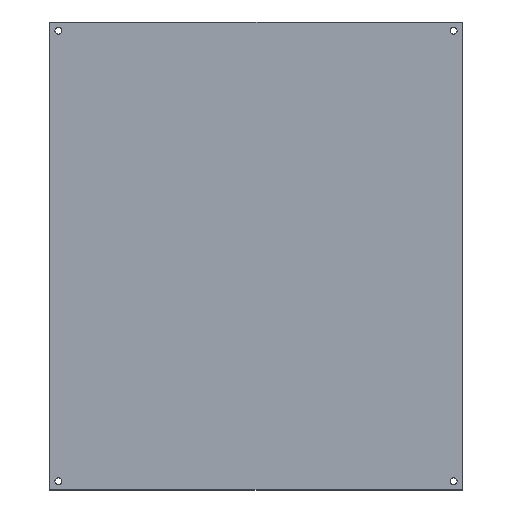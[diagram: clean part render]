
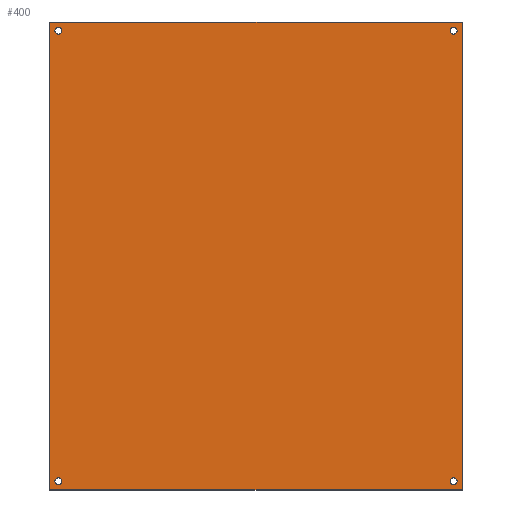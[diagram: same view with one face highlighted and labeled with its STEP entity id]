
A CAD part, top view. The second image highlights one B-rep face of the part: STEP entity #400.
In plain terms, the highlighted planar face has unit normal (0, 0, 1).
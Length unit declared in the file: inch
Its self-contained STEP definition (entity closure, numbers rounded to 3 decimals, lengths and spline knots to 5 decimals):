
#1 = LINE ( 'NONE', #219, #13 ) ;
#4 = LINE ( 'NONE', #353, #470 ) ;
#7 = DIRECTION ( 'NONE',  ( -1., 0., 0. ) ) ;
#8 = EDGE_CURVE ( 'NONE', #123, #281, #86, .T. ) ;
#11 = CARTESIAN_POINT ( 'NONE',  ( -14.57977, -23.13525, -12.34931 ) ) ;
#13 = VECTOR ( 'NONE', #105, 39.37008 ) ;
#15 = DIRECTION ( 'NONE',  ( 1., 0., 0. ) ) ;
#16 = CARTESIAN_POINT ( 'NONE',  ( -14.57977, -6.26025, -12.34931 ) ) ;
#17 = EDGE_CURVE ( 'NONE', #251, #150, #386, .T. ) ;
#23 = ORIENTED_EDGE ( 'NONE', *, *, #17, .F. ) ;
#27 = AXIS2_PLACEMENT_3D ( 'NONE', #31, #490, #228 ) ;
#31 = CARTESIAN_POINT ( 'NONE',  ( -14.57977, -23.13525, -12.34931 ) ) ;
#39 = EDGE_CURVE ( 'NONE', #455, #528, #335, .T. ) ;
#48 = DIRECTION ( 'NONE',  ( 1., 0., 0. ) ) ;
#49 = EDGE_CURVE ( 'NONE', #325, #113, #167, .T. ) ;
#57 = CIRCLE ( 'NONE', #300, 0.125 ) ;
#58 = DIRECTION ( 'NONE',  ( 0., 0., 1. ) ) ;
#64 = DIRECTION ( 'NONE',  ( -1., 0., 0. ) ) ;
#74 = EDGE_CURVE ( 'NONE', #150, #251, #57, .T. ) ;
#86 = CIRCLE ( 'NONE', #349, 0.125 ) ;
#91 = VECTOR ( 'NONE', #519, 39.37008 ) ;
#103 = CIRCLE ( 'NONE', #231, 0.125 ) ;
#105 = DIRECTION ( 'NONE',  ( 0., -1., 0. ) ) ;
#113 = VERTEX_POINT ( 'NONE', #253 ) ;
#116 = FACE_BOUND ( 'NONE', #156, .T. ) ;
#118 = EDGE_CURVE ( 'NONE', #113, #325, #487, .T. ) ;
#121 = FACE_BOUND ( 'NONE', #229, .T. ) ;
#123 = VERTEX_POINT ( 'NONE', #209 ) ;
#125 = CARTESIAN_POINT ( 'NONE',  ( -0.01727, -6.57275, -12.34931 ) ) ;
#128 = CARTESIAN_POINT ( 'NONE',  ( -14.26727, -6.57275, -12.34931 ) ) ;
#130 = VERTEX_POINT ( 'NONE', #11 ) ;
#132 = CIRCLE ( 'NONE', #456, 0.125 ) ;
#133 = CARTESIAN_POINT ( 'NONE',  ( 0.29523, -6.26025, -12.34931 ) ) ;
#145 = ORIENTED_EDGE ( 'NONE', *, *, #196, .F. ) ;
#146 = FACE_BOUND ( 'NONE', #179, .T. ) ;
#148 = CARTESIAN_POINT ( 'NONE',  ( -0.01727, -22.82275, -12.34931 ) ) ;
#150 = VERTEX_POINT ( 'NONE', #506 ) ;
#156 = EDGE_LOOP ( 'NONE', ( #295, #472 ) ) ;
#163 = DIRECTION ( 'NONE',  ( -1., 0., 0. ) ) ;
#164 = DIRECTION ( 'NONE',  ( 1., 0., 0. ) ) ;
#166 = DIRECTION ( 'NONE',  ( 0., 0., 1. ) ) ;
#167 = CIRCLE ( 'NONE', #326, 0.125 ) ;
#179 = EDGE_LOOP ( 'NONE', ( #289, #366 ) ) ;
#189 = DIRECTION ( 'NONE',  ( 1., 0., 0. ) ) ;
#196 = EDGE_CURVE ( 'NONE', #528, #455, #103, .T. ) ;
#202 = VERTEX_POINT ( 'NONE', #211 ) ;
#209 = CARTESIAN_POINT ( 'NONE',  ( 0.10773, -22.82275, -12.34931 ) ) ;
#211 = CARTESIAN_POINT ( 'NONE',  ( -14.57977, -6.26025, -12.34931 ) ) ;
#213 = CARTESIAN_POINT ( 'NONE',  ( -0.14227, -22.82275, -12.34931 ) ) ;
#219 = CARTESIAN_POINT ( 'NONE',  ( -14.57977, -6.26025, -12.34931 ) ) ;
#225 = VERTEX_POINT ( 'NONE', #133 ) ;
#228 = DIRECTION ( 'NONE',  ( 1., 0., 0. ) ) ;
#229 = EDGE_LOOP ( 'NONE', ( #23, #307 ) ) ;
#231 = AXIS2_PLACEMENT_3D ( 'NONE', #508, #259, #15 ) ;
#232 = EDGE_LOOP ( 'NONE', ( #330, #254, #314, #332 ) ) ;
#246 = LINE ( 'NONE', #272, #91 ) ;
#251 = VERTEX_POINT ( 'NONE', #388 ) ;
#252 = DIRECTION ( 'NONE',  ( 0., 0., 1. ) ) ;
#253 = CARTESIAN_POINT ( 'NONE',  ( -14.14227, -22.82275, -12.34931 ) ) ;
#254 = ORIENTED_EDGE ( 'NONE', *, *, #510, .T. ) ;
#255 = EDGE_CURVE ( 'NONE', #225, #202, #292, .T. ) ;
#259 = DIRECTION ( 'NONE',  ( 0., 0., 1. ) ) ;
#260 = VERTEX_POINT ( 'NONE', #471 ) ;
#272 = CARTESIAN_POINT ( 'NONE',  ( -14.57977, -23.13525, -12.34931 ) ) ;
#281 = VERTEX_POINT ( 'NONE', #213 ) ;
#289 = ORIENTED_EDGE ( 'NONE', *, *, #118, .F. ) ;
#292 = LINE ( 'NONE', #16, #496 ) ;
#293 = DIRECTION ( 'NONE',  ( 0., 0., 1. ) ) ;
#294 = AXIS2_PLACEMENT_3D ( 'NONE', #299, #58, #341 ) ;
#295 = ORIENTED_EDGE ( 'NONE', *, *, #8, .F. ) ;
#299 = CARTESIAN_POINT ( 'NONE',  ( -14.26727, -22.82275, -12.34931 ) ) ;
#300 = AXIS2_PLACEMENT_3D ( 'NONE', #425, #166, #466 ) ;
#307 = ORIENTED_EDGE ( 'NONE', *, *, #74, .F. ) ;
#312 = AXIS2_PLACEMENT_3D ( 'NONE', #128, #422, #164 ) ;
#314 = ORIENTED_EDGE ( 'NONE', *, *, #375, .T. ) ;
#325 = VERTEX_POINT ( 'NONE', #479 ) ;
#326 = AXIS2_PLACEMENT_3D ( 'NONE', #501, #252, #7 ) ;
#330 = ORIENTED_EDGE ( 'NONE', *, *, #362, .T. ) ;
#332 = ORIENTED_EDGE ( 'NONE', *, *, #255, .T. ) ;
#335 = CIRCLE ( 'NONE', #312, 0.125 ) ;
#337 = AXIS2_PLACEMENT_3D ( 'NONE', #125, #420, #163 ) ;
#341 = DIRECTION ( 'NONE',  ( -1., 0., 0. ) ) ;
#349 = AXIS2_PLACEMENT_3D ( 'NONE', #418, #293, #48 ) ;
#352 = CARTESIAN_POINT ( 'NONE',  ( -14.14227, -6.57275, -12.34931 ) ) ;
#353 = CARTESIAN_POINT ( 'NONE',  ( 0.29523, -6.26025, -12.34931 ) ) ;
#358 = PLANE ( 'NONE',  #27 ) ;
#359 = FACE_OUTER_BOUND ( 'NONE', #232, .T. ) ;
#362 = EDGE_CURVE ( 'NONE', #202, #130, #1, .T. ) ;
#366 = ORIENTED_EDGE ( 'NONE', *, *, #49, .F. ) ;
#375 = EDGE_CURVE ( 'NONE', #260, #225, #4, .T. ) ;
#380 = FACE_BOUND ( 'NONE', #535, .T. ) ;
#386 = CIRCLE ( 'NONE', #337, 0.125 ) ;
#388 = CARTESIAN_POINT ( 'NONE',  ( 0.10773, -6.57275, -12.34931 ) ) ;
#399 = EDGE_CURVE ( 'NONE', #281, #123, #132, .T. ) ;
#400 = ADVANCED_FACE ( 'NONE', ( #146, #116, #121, #380, #359 ), #358, .T. ) ;
#418 = CARTESIAN_POINT ( 'NONE',  ( -0.01727, -22.82275, -12.34931 ) ) ;
#420 = DIRECTION ( 'NONE',  ( 0., 0., 1. ) ) ;
#422 = DIRECTION ( 'NONE',  ( 0., 0., 1. ) ) ;
#425 = CARTESIAN_POINT ( 'NONE',  ( -0.01727, -6.57275, -12.34931 ) ) ;
#448 = DIRECTION ( 'NONE',  ( 0., 0., 1. ) ) ;
#455 = VERTEX_POINT ( 'NONE', #352 ) ;
#456 = AXIS2_PLACEMENT_3D ( 'NONE', #148, #448, #189 ) ;
#466 = DIRECTION ( 'NONE',  ( -1., 0., 0. ) ) ;
#467 = ORIENTED_EDGE ( 'NONE', *, *, #39, .F. ) ;
#470 = VECTOR ( 'NONE', #520, 39.37008 ) ;
#471 = CARTESIAN_POINT ( 'NONE',  ( 0.29523, -23.13525, -12.34931 ) ) ;
#472 = ORIENTED_EDGE ( 'NONE', *, *, #399, .F. ) ;
#479 = CARTESIAN_POINT ( 'NONE',  ( -14.39227, -22.82275, -12.34931 ) ) ;
#486 = CARTESIAN_POINT ( 'NONE',  ( -14.39227, -6.57275, -12.34931 ) ) ;
#487 = CIRCLE ( 'NONE', #294, 0.125 ) ;
#490 = DIRECTION ( 'NONE',  ( 0., 0., 1. ) ) ;
#496 = VECTOR ( 'NONE', #64, 39.37008 ) ;
#501 = CARTESIAN_POINT ( 'NONE',  ( -14.26727, -22.82275, -12.34931 ) ) ;
#506 = CARTESIAN_POINT ( 'NONE',  ( -0.14227, -6.57275, -12.34931 ) ) ;
#508 = CARTESIAN_POINT ( 'NONE',  ( -14.26727, -6.57275, -12.34931 ) ) ;
#510 = EDGE_CURVE ( 'NONE', #130, #260, #246, .T. ) ;
#519 = DIRECTION ( 'NONE',  ( 1., 0., 0. ) ) ;
#520 = DIRECTION ( 'NONE',  ( 0., 1., 0. ) ) ;
#528 = VERTEX_POINT ( 'NONE', #486 ) ;
#535 = EDGE_LOOP ( 'NONE', ( #467, #145 ) ) ;
